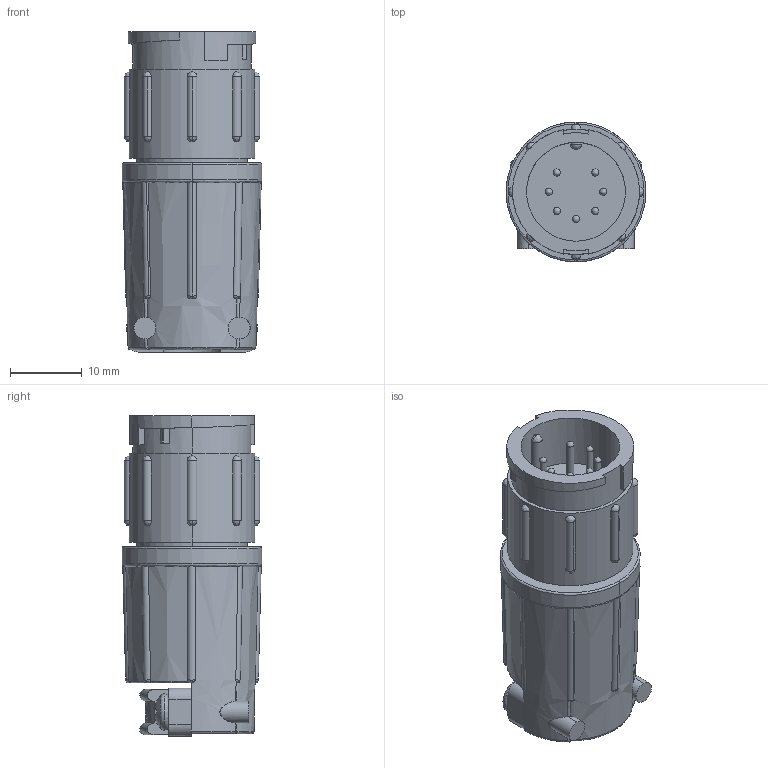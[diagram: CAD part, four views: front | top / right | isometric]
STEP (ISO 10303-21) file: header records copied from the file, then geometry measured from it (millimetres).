
FILE_DESCRIPTION (( 'STEP AP203' ), '1' );
FILE_NAME ('5282-7PG-524.STEP', '2015-11-30T22:50:17', ( '' ), ( '' ), 'SwSTEP 2.0', 'SolidWorks 2014', '' );
FILE_SCHEMA (( 'CONFIG_CONTROL_DESIGN' ));
Length unit declared in the file: inch
Products named in the file (1): 5282-7PG-524
Bounding box: 19.56 x 19.56 x 44.79 mm (x, y, z)
Volume: 9422.5 mm3; surface area: 4353.1 mm2
Topology: 1 solids, 1 shells, 325 faces, 915 edges, 574 vertices
Faces by surface type: plane 131, bspline 104, cylinder 80, cone 10
Entity records: 13350 total; most frequent: CARTESIAN_POINT 5993, ORIENTED_EDGE 1746, DIRECTION 1244, EDGE_CURVE 873, VERTEX_POINT 574, AXIS2_PLACEMENT_3D 470, EDGE_LOOP 351, FACE_OUTER_BOUND 325
